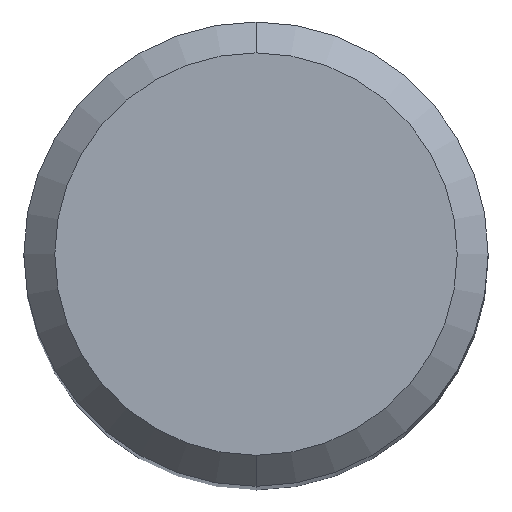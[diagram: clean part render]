
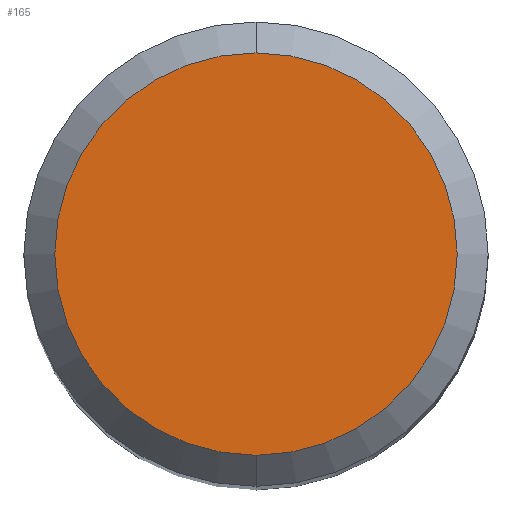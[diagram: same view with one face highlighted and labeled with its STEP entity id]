
A CAD part, top view. The second image highlights one B-rep face of the part: STEP entity #165.
In plain terms, the highlighted planar face has unit normal (0, 0, 1).
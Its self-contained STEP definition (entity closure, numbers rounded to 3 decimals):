
#151=VERTEX_POINT('',#320);
#153=EDGE_CURVE('',#151,#157,#322,.T.);
#157=VERTEX_POINT('',#326);
#165=ADVANCED_FACE('',(#335),#336,.T.);
#207=EDGE_CURVE('',#157,#151,#385,.T.);
#320=CARTESIAN_POINT('',(0.,-2.6,0.0));
#322=CIRCLE('',#517,2.6);
#326=CARTESIAN_POINT('',(0.0,2.6,0.0));
#335=FACE_OUTER_BOUND('',#532,.T.);
#336=PLANE('',#533);
#385=CIRCLE('',#588,2.6);
#517=AXIS2_PLACEMENT_3D('',#724,#725,#726);
#532=EDGE_LOOP('',(#742,#743));
#533=AXIS2_PLACEMENT_3D('',#744,#745,#746);
#588=AXIS2_PLACEMENT_3D('',#814,#815,#816);
#724=CARTESIAN_POINT('',(0.0,0.0,0.0));
#725=DIRECTION('',(0.0,0.0,-1.0));
#726=DIRECTION('',(0.0,1.0,0.0));
#742=ORIENTED_EDGE('',*,*,#207,.F.);
#743=ORIENTED_EDGE('',*,*,#153,.F.);
#744=CARTESIAN_POINT('',(0.0,1.3,0.0));
#745=DIRECTION('',(-0.0,0.0,1.0));
#746=DIRECTION('',(0.0,-1.0,0.0));
#814=CARTESIAN_POINT('',(0.0,0.0,0.0));
#815=DIRECTION('',(0.0,0.0,-1.0));
#816=DIRECTION('',(0.0,1.0,0.0));
